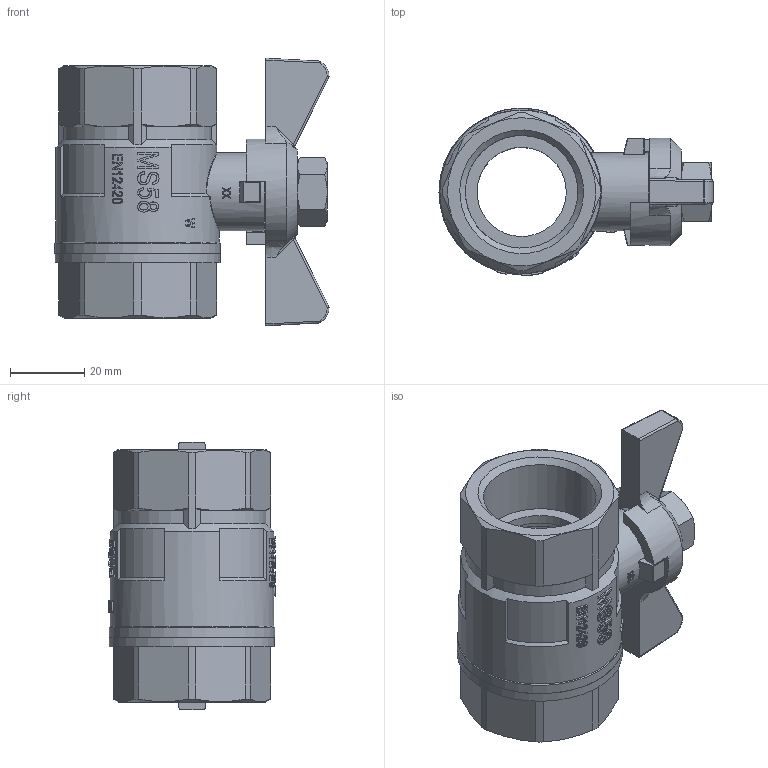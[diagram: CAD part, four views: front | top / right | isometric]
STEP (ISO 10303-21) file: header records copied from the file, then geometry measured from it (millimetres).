
FILE_DESCRIPTION(/* description */ ('Unknown'),/* implementation_level */ '2;1');
FILE_NAME(/* name */ '606-06',/* time_stamp */ '2022-03-16T13:21:42+01:00',/* author */ ('Unknown'),/* organization */ ('Unknown'),/* preprocessor_version */ 'ST-DEVELOPER v16.7',/* originating_system */ 'Solid Edge',/* authorisation */ 'Unknown');
FILE_SCHEMA (('AUTOMOTIVE_DESIGN {1 0 10303 214 3 1 1}'));
Products named in the file (9): 2.141.025; Flügelgriff 1; 600-06; 600-06_Spindel; 600-06_Stopfbuchse; 600-06_Einschraubteil; 600-06_Körper; M10_MU.1_0
Assembly tree (8 placements, depth 4):
  2.141.025
    Flügelgriff 1
    600-06
      600-06_Spindel
        600-06_Stopfbuchse
        600-06_Spindel
      600-06_Einschraubteil
      600-06_Körper
    M10_MU.1_0
Bounding box: 73.75 x 45 x 72 mm (x, y, z)
Volume: 53875.3 mm3; surface area: 32178.1 mm2
Topology: 6 solids, 6 shells, 1210 faces, 3410 edges, 2265 vertices
Faces by surface type: plane 1020, cylinder 111, cone 44, bspline 26, sphere 8, torus 1
Full cylindrical faces by diameter (mm): 8.9 x1, 12 x2, 12.1 x1, 12.5 x1, 14 x1, 14.5 x1, 16 x1, 16.5 x1, 18 x1, 21 x1, 22.5 x1, 24 x2, 30.291 x2, 31 x2, 38.5 x1, 40 x1, 40.5 x1, 44 x1, 44.5 x2
Entity records: 53159 total; most frequent: CARTESIAN_POINT 12943, DIRECTION 7431, ORIENTED_EDGE 6706, EDGE_CURVE 3353, AXIS2_PLACEMENT_3D 3073, VERTEX_POINT 2251, ELLIPSE 1520, EDGE_LOOP 1318
